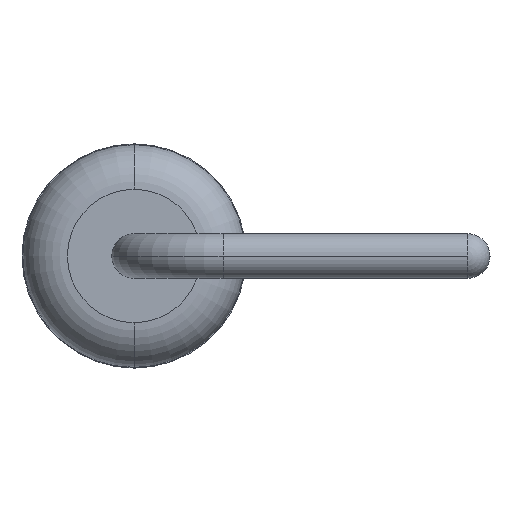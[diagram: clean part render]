
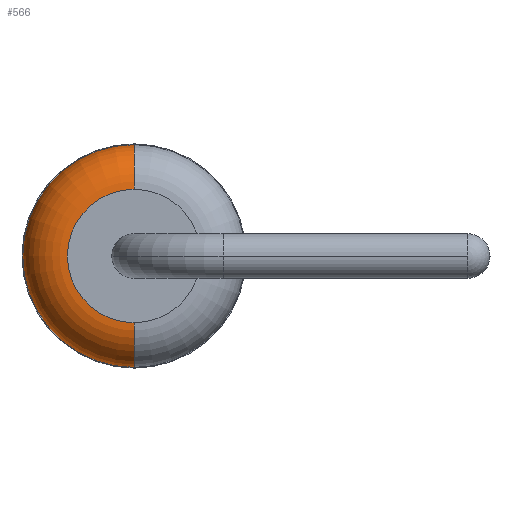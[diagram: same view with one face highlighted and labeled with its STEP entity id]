
A CAD part, left-side view. The second image highlights one B-rep face of the part: STEP entity #566.
In plain terms, the highlighted toroidal (fillet/blend) face has major radius 0.75 mm and minor radius 0.5 mm.
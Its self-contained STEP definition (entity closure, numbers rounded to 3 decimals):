
#27 = DIRECTION ( 'NONE',  ( 1., 0., 0. ) ) ;
#37 = CARTESIAN_POINT ( 'NONE',  ( -3.25, -0.625, -0.75 ) ) ;
#128 = EDGE_CURVE ( 'NONE', #820, #1008, #866, .T. ) ;
#229 = DIRECTION ( 'NONE',  ( -1., 0., 0. ) ) ;
#232 = ORIENTED_EDGE ( 'NONE', *, *, #1662, .F. ) ;
#297 = VERTEX_POINT ( 'NONE', #2184 ) ;
#347 = DIRECTION ( 'NONE',  ( 0., 0., -1. ) ) ;
#381 = CARTESIAN_POINT ( 'NONE',  ( -2.75, -0.625, 1.25 ) ) ;
#450 = CARTESIAN_POINT ( 'NONE',  ( -2.75, -0.625, -0.75 ) ) ;
#472 = TOROIDAL_SURFACE ( 'NONE', #1614, 0.75, 0.5 ) ;
#504 = EDGE_CURVE ( 'NONE', #820, #668, #550, .T. ) ;
#517 = FACE_OUTER_BOUND ( 'NONE', #1442, .T. ) ;
#534 = DIRECTION ( 'NONE',  ( 0., 0., 1. ) ) ;
#550 = CIRCLE ( 'NONE', #1710, 0.5 ) ;
#566 = ADVANCED_FACE ( 'NONE', ( #517 ), #472, .T. ) ;
#599 = ORIENTED_EDGE ( 'NONE', *, *, #504, .T. ) ;
#659 = ORIENTED_EDGE ( 'NONE', *, *, #128, .F. ) ;
#668 = VERTEX_POINT ( 'NONE', #381 ) ;
#685 = CARTESIAN_POINT ( 'NONE',  ( -2.75, -0.625, 0.75 ) ) ;
#820 = VERTEX_POINT ( 'NONE', #1851 ) ;
#866 = CIRCLE ( 'NONE', #1527, 0.75 ) ;
#872 = DIRECTION ( 'NONE',  ( 0., 1., 0. ) ) ;
#893 = CARTESIAN_POINT ( 'NONE',  ( -2.75, -0.625, 0. ) ) ;
#921 = DIRECTION ( 'NONE',  ( 1., 0., 0. ) ) ;
#923 = AXIS2_PLACEMENT_3D ( 'NONE', #1584, #921, #1428 ) ;
#1000 = DIRECTION ( 'NONE',  ( 0., 0., -1. ) ) ;
#1008 = VERTEX_POINT ( 'NONE', #37 ) ;
#1017 = CIRCLE ( 'NONE', #923, 1.25 ) ;
#1269 = CIRCLE ( 'NONE', #2068, 0.5 ) ;
#1386 = EDGE_CURVE ( 'NONE', #1008, #297, #1269, .T. ) ;
#1428 = DIRECTION ( 'NONE',  ( 0., 0., -1. ) ) ;
#1442 = EDGE_LOOP ( 'NONE', ( #659, #599, #232, #1809 ) ) ;
#1527 = AXIS2_PLACEMENT_3D ( 'NONE', #1973, #229, #1651 ) ;
#1584 = CARTESIAN_POINT ( 'NONE',  ( -2.75, -0.625, 0. ) ) ;
#1614 = AXIS2_PLACEMENT_3D ( 'NONE', #893, #27, #347 ) ;
#1651 = DIRECTION ( 'NONE',  ( 0., 0., -1. ) ) ;
#1662 = EDGE_CURVE ( 'NONE', #297, #668, #1017, .T. ) ;
#1677 = DIRECTION ( 'NONE',  ( 0., -1., 0. ) ) ;
#1710 = AXIS2_PLACEMENT_3D ( 'NONE', #685, #872, #534 ) ;
#1809 = ORIENTED_EDGE ( 'NONE', *, *, #1386, .F. ) ;
#1851 = CARTESIAN_POINT ( 'NONE',  ( -3.25, -0.625, 0.75 ) ) ;
#1973 = CARTESIAN_POINT ( 'NONE',  ( -3.25, -0.625, 0. ) ) ;
#2068 = AXIS2_PLACEMENT_3D ( 'NONE', #450, #1677, #1000 ) ;
#2184 = CARTESIAN_POINT ( 'NONE',  ( -2.75, -0.625, -1.25 ) ) ;
